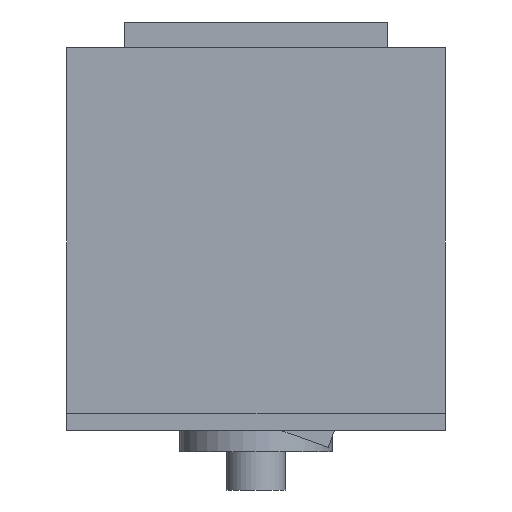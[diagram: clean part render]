
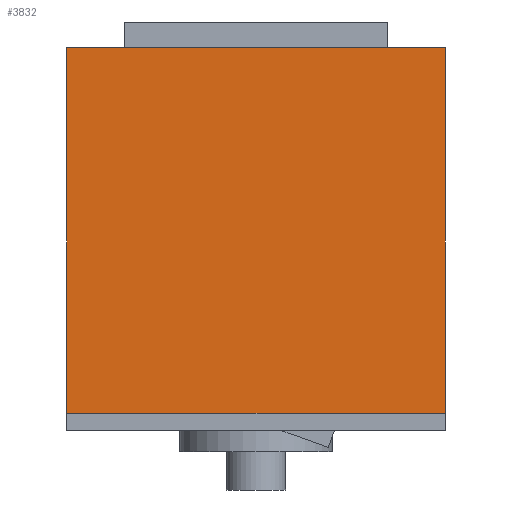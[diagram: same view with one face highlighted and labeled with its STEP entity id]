
A CAD part, left-side view. The second image highlights one B-rep face of the part: STEP entity #3832.
In plain terms, the highlighted planar face has unit normal (-1, 0, 0).
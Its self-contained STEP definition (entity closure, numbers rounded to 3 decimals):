
#34 = ORIENTED_EDGE ( 'NONE', *, *, #8121, .F. ) ;
#323 = DIRECTION ( 'NONE',  ( 0., 0., -1. ) ) ;
#427 = CARTESIAN_POINT ( 'NONE',  ( -221., 22.225, 45. ) ) ;
#594 = VECTOR ( 'NONE', #604, 1000. ) ;
#604 = DIRECTION ( 'NONE',  ( 0., -1., 0. ) ) ;
#690 = DIRECTION ( 'NONE',  ( 0., 0., -1. ) ) ;
#704 = VECTOR ( 'NONE', #7594, 1000. ) ;
#1105 = VECTOR ( 'NONE', #9580, 1000. ) ;
#1136 = CARTESIAN_POINT ( 'NONE',  ( -221., 22.225, 45. ) ) ;
#1260 = VECTOR ( 'NONE', #690, 1000. ) ;
#1667 = ORIENTED_EDGE ( 'NONE', *, *, #10815, .F. ) ;
#2215 = FACE_OUTER_BOUND ( 'NONE', #8824, .T. ) ;
#2838 = VERTEX_POINT ( 'NONE', #8649 ) ;
#3357 = LINE ( 'NONE', #8707, #1105 ) ;
#3832 = ADVANCED_FACE ( 'NONE', ( #2215 ), #10584, .F. ) ;
#4024 = AXIS2_PLACEMENT_3D ( 'NONE', #1136, #5387, #323 ) ;
#4548 = ORIENTED_EDGE ( 'NONE', *, *, #10750, .T. ) ;
#4833 = CARTESIAN_POINT ( 'NONE',  ( -221., -22.225, 2. ) ) ;
#5387 = DIRECTION ( 'NONE',  ( 1., 0., 0. ) ) ;
#5845 = VERTEX_POINT ( 'NONE', #427 ) ;
#6700 = CARTESIAN_POINT ( 'NONE',  ( -221., -22.225, 45. ) ) ;
#6758 = VERTEX_POINT ( 'NONE', #7015 ) ;
#6997 = ORIENTED_EDGE ( 'NONE', *, *, #10895, .T. ) ;
#7015 = CARTESIAN_POINT ( 'NONE',  ( -221., 22.225, 2. ) ) ;
#7247 = LINE ( 'NONE', #6700, #704 ) ;
#7518 = CARTESIAN_POINT ( 'NONE',  ( -221., 22.225, 45. ) ) ;
#7594 = DIRECTION ( 'NONE',  ( 0., 0., -1. ) ) ;
#8121 = EDGE_CURVE ( 'NONE', #5845, #2838, #9708, .T. ) ;
#8649 = CARTESIAN_POINT ( 'NONE',  ( -221., -22.225, 45. ) ) ;
#8707 = CARTESIAN_POINT ( 'NONE',  ( -221., 22.225, 2. ) ) ;
#8824 = EDGE_LOOP ( 'NONE', ( #6997, #1667, #34, #4548 ) ) ;
#9580 = DIRECTION ( 'NONE',  ( 0., -1., 0. ) ) ;
#9708 = LINE ( 'NONE', #10863, #594 ) ;
#10092 = LINE ( 'NONE', #7518, #1260 ) ;
#10281 = VERTEX_POINT ( 'NONE', #4833 ) ;
#10584 = PLANE ( 'NONE',  #4024 ) ;
#10750 = EDGE_CURVE ( 'NONE', #5845, #6758, #10092, .T. ) ;
#10815 = EDGE_CURVE ( 'NONE', #2838, #10281, #7247, .T. ) ;
#10863 = CARTESIAN_POINT ( 'NONE',  ( -221., 22.225, 45. ) ) ;
#10895 = EDGE_CURVE ( 'NONE', #6758, #10281, #3357, .T. ) ;
